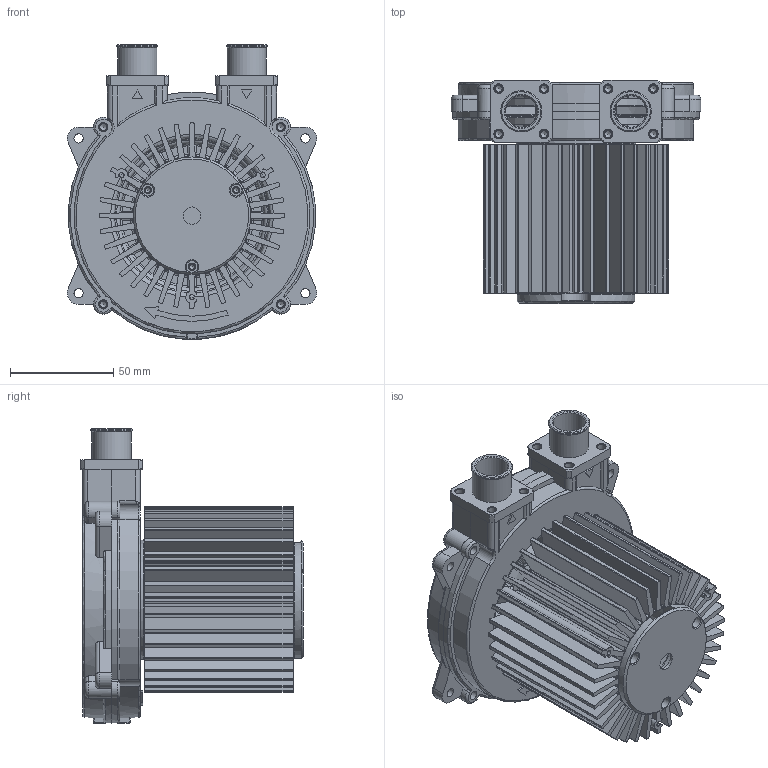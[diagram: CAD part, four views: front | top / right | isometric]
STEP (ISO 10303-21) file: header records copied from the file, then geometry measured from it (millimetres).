
FILE_DESCRIPTION (( 'STEP AP203' ), '1' );
FILE_NAME ('唅恦掙俋楷芞.STEP', '2019-07-15T03:02:02', ( '' ), ( '' ), 'SwSTEP 2.0', 'SolidWorks 2018', '' );
FILE_SCHEMA (( 'CONFIG_CONTROL_DESIGN' ));
Length unit declared in the file: millimetre
Products named in the file (6): 楊擘諉諳; 綴傷裔_耜堤盄; ヶ裔; 唅恦掙俋楷芞; 綴裔裔; 儂旯
Assembly tree (6 placements, depth 2):
  唅恦掙俋楷芞
    綴裔裔
    ヶ裔
    儂旯
    綴傷裔_耜堤盄
    楊擘諉諳  x2
Bounding box: 120.99 x 108 x 143 mm (x, y, z)
Volume: 291703.1 mm3; surface area: 218897.2 mm2
Topology: 6 solids, 6 shells, 2004 faces, 5219 edges, 3209 vertices
Faces by surface type: cylinder 765, plane 541, bspline 314, torus 234, cone 97, sphere 53
Full cylindrical faces by diameter (mm): 2.5 x3, 3.3 x12, 3.5 x3, 4.112 x8, 4.5 x8, 5.7 x3, 8.5 x1, 15.5 x2, 17 x2, 19 x3, 20 x2, 22 x5, 22.1 x1, 23.5 x1, 25.8 x2, 55 x2, 57 x1, 58 x1, 77.5 x2
Entity records: 75372 total; most frequent: CARTESIAN_POINT 29402, ORIENTED_EDGE 9770, DIRECTION 9070, EDGE_CURVE 4885, AXIS2_PLACEMENT_3D 3489, VERTEX_POINT 3089, EDGE_LOOP 2152, VECTOR 2092
